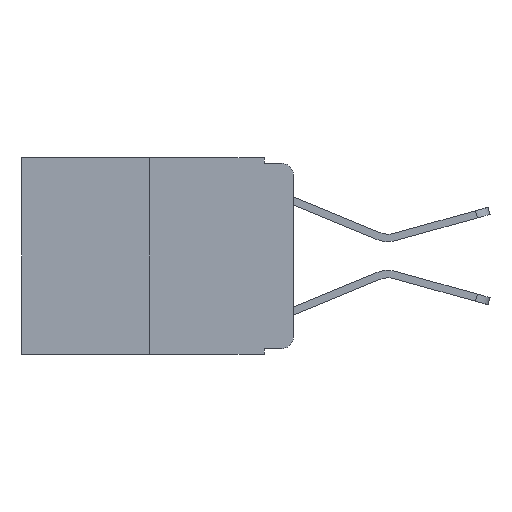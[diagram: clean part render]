
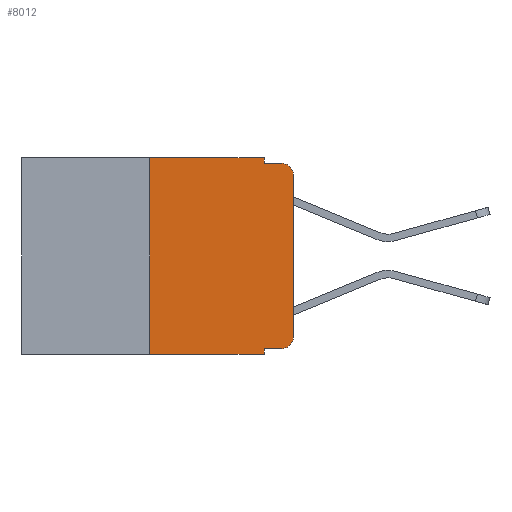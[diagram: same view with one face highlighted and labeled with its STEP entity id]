
A CAD part, left-side view. The second image highlights one B-rep face of the part: STEP entity #8012.
In plain terms, the highlighted planar face has unit normal (-1, 0, 0).
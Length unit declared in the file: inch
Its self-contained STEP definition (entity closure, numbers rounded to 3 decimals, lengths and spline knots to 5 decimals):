
#13 = DIRECTION ( 'NONE',  ( 0., 0., -1. ) ) ;
#74 = CARTESIAN_POINT ( 'NONE',  ( 0., 0.051, 0. ) ) ;
#623 = DIRECTION ( 'NONE',  ( -1., 0., 0. ) ) ;
#953 = DIRECTION ( 'NONE',  ( 0., 0., 1. ) ) ;
#997 = CARTESIAN_POINT ( 'NONE',  ( 0., 0.02, -0.03 ) ) ;
#1385 = VERTEX_POINT ( 'NONE', #3366 ) ;
#1507 = VERTEX_POINT ( 'NONE', #2903 ) ;
#1510 = LINE ( 'NONE', #4968, #3478 ) ;
#1536 = DIRECTION ( 'NONE',  ( 0., 0., -1. ) ) ;
#1562 = VERTEX_POINT ( 'NONE', #6374 ) ;
#1568 = VERTEX_POINT ( 'NONE', #8158 ) ;
#1617 = DIRECTION ( 'NONE',  ( 0., 0., -1. ) ) ;
#1858 = VECTOR ( 'NONE', #3412, 39.37008 ) ;
#1869 = LINE ( 'NONE', #5332, #6094 ) ;
#1912 = DIRECTION ( 'NONE',  ( 0., -1., 0. ) ) ;
#2049 = VERTEX_POINT ( 'NONE', #8429 ) ;
#2366 = VECTOR ( 'NONE', #10823, 39.37008 ) ;
#2513 = CARTESIAN_POINT ( 'NONE',  ( 0., 0.473, 0. ) ) ;
#2626 = FACE_OUTER_BOUND ( 'NONE', #5507, .T. ) ;
#2651 = CARTESIAN_POINT ( 'NONE',  ( 0., 0.051, 0. ) ) ;
#2723 = EDGE_CURVE ( 'NONE', #11345, #2917, #3784, .T. ) ;
#2903 = CARTESIAN_POINT ( 'NONE',  ( 0., 0.02, -0.333 ) ) ;
#2917 = VERTEX_POINT ( 'NONE', #74 ) ;
#3089 = CARTESIAN_POINT ( 'NONE',  ( 0., 0.051, -0.333 ) ) ;
#3213 = EDGE_CURVE ( 'NONE', #1562, #8948, #1510, .T. ) ;
#3279 = DIRECTION ( 'NONE',  ( 0., 0., 1. ) ) ;
#3366 = CARTESIAN_POINT ( 'NONE',  ( 0., 0.25, -0.343 ) ) ;
#3412 = DIRECTION ( 'NONE',  ( 0., -1., 0. ) ) ;
#3478 = VECTOR ( 'NONE', #7572, 39.37008 ) ;
#3509 = LINE ( 'NONE', #2651, #7591 ) ;
#3576 = ORIENTED_EDGE ( 'NONE', *, *, #4720, .T. ) ;
#3588 = EDGE_CURVE ( 'NONE', #1385, #1568, #9821, .T. ) ;
#3784 = LINE ( 'NONE', #7307, #2366 ) ;
#3802 = CARTESIAN_POINT ( 'NONE',  ( 0., 0.02, -0.01 ) ) ;
#4188 = EDGE_CURVE ( 'NONE', #5853, #1568, #1869, .T. ) ;
#4237 = EDGE_CURVE ( 'NONE', #1385, #11345, #5392, .T. ) ;
#4249 = VECTOR ( 'NONE', #953, 39.37008 ) ;
#4281 = VECTOR ( 'NONE', #3279, 39.37008 ) ;
#4339 = CARTESIAN_POINT ( 'NONE',  ( 0., 0.051, -0.333 ) ) ;
#4379 = CARTESIAN_POINT ( 'NONE',  ( 0., 0., 0. ) ) ;
#4517 = DIRECTION ( 'NONE',  ( -1., 0., 0. ) ) ;
#4541 = ORIENTED_EDGE ( 'NONE', *, *, #2723, .F. ) ;
#4559 = ORIENTED_EDGE ( 'NONE', *, *, #7444, .T. ) ;
#4720 = EDGE_CURVE ( 'NONE', #5853, #1507, #7162, .T. ) ;
#4810 = VERTEX_POINT ( 'NONE', #10902 ) ;
#4968 = CARTESIAN_POINT ( 'NONE',  ( 0., 0.051, -0.01 ) ) ;
#5332 = CARTESIAN_POINT ( 'NONE',  ( 0., 0.051, 0. ) ) ;
#5392 = LINE ( 'NONE', #8855, #4249 ) ;
#5507 = EDGE_LOOP ( 'NONE', ( #4559, #6522, #8161, #9836, #4541, #8523, #10065, #10102, #3576, #7300 ) ) ;
#5791 = AXIS2_PLACEMENT_3D ( 'NONE', #997, #4517, #1536 ) ;
#5853 = VERTEX_POINT ( 'NONE', #3089 ) ;
#6042 = DIRECTION ( 'NONE',  ( 1., 0., 0. ) ) ;
#6094 = VECTOR ( 'NONE', #13, 39.37008 ) ;
#6095 = DIRECTION ( 'NONE',  ( 0., 0., -1. ) ) ;
#6121 = LINE ( 'NONE', #4379, #4281 ) ;
#6124 = CIRCLE ( 'NONE', #7780, 0.02 ) ;
#6374 = CARTESIAN_POINT ( 'NONE',  ( 0., 0.051, -0.01 ) ) ;
#6522 = ORIENTED_EDGE ( 'NONE', *, *, #9761, .T. ) ;
#6718 = CIRCLE ( 'NONE', #5791, 0.02 ) ;
#6867 = DIRECTION ( 'NONE',  ( 0., 0., -1. ) ) ;
#7018 = PLANE ( 'NONE',  #7414 ) ;
#7162 = LINE ( 'NONE', #4339, #1858 ) ;
#7300 = ORIENTED_EDGE ( 'NONE', *, *, #7525, .T. ) ;
#7307 = CARTESIAN_POINT ( 'NONE',  ( 0., 0.473, 0. ) ) ;
#7414 = AXIS2_PLACEMENT_3D ( 'NONE', #2513, #6042, #6095 ) ;
#7444 = EDGE_CURVE ( 'NONE', #2049, #4810, #6121, .T. ) ;
#7525 = EDGE_CURVE ( 'NONE', #1507, #2049, #6124, .T. ) ;
#7565 = EDGE_CURVE ( 'NONE', #2917, #1562, #3509, .T. ) ;
#7572 = DIRECTION ( 'NONE',  ( 0., -1., 0. ) ) ;
#7591 = VECTOR ( 'NONE', #6867, 39.37008 ) ;
#7780 = AXIS2_PLACEMENT_3D ( 'NONE', #11423, #623, #1617 ) ;
#8012 = ADVANCED_FACE ( 'NONE', ( #2626 ), #7018, .F. ) ;
#8158 = CARTESIAN_POINT ( 'NONE',  ( 0., 0.051, -0.343 ) ) ;
#8161 = ORIENTED_EDGE ( 'NONE', *, *, #3213, .F. ) ;
#8429 = CARTESIAN_POINT ( 'NONE',  ( 0., 0., -0.313 ) ) ;
#8523 = ORIENTED_EDGE ( 'NONE', *, *, #4237, .F. ) ;
#8838 = VECTOR ( 'NONE', #1912, 39.37008 ) ;
#8855 = CARTESIAN_POINT ( 'NONE',  ( 0., 0.25, 0. ) ) ;
#8948 = VERTEX_POINT ( 'NONE', #3802 ) ;
#9009 = CARTESIAN_POINT ( 'NONE',  ( 0., 0.473, -0.343 ) ) ;
#9761 = EDGE_CURVE ( 'NONE', #4810, #8948, #6718, .T. ) ;
#9821 = LINE ( 'NONE', #9009, #8838 ) ;
#9836 = ORIENTED_EDGE ( 'NONE', *, *, #7565, .F. ) ;
#10065 = ORIENTED_EDGE ( 'NONE', *, *, #3588, .T. ) ;
#10102 = ORIENTED_EDGE ( 'NONE', *, *, #4188, .F. ) ;
#10823 = DIRECTION ( 'NONE',  ( 0., -1., 0. ) ) ;
#10902 = CARTESIAN_POINT ( 'NONE',  ( 0., 0., -0.03 ) ) ;
#10923 = CARTESIAN_POINT ( 'NONE',  ( 0., 0.25, 0. ) ) ;
#11345 = VERTEX_POINT ( 'NONE', #10923 ) ;
#11423 = CARTESIAN_POINT ( 'NONE',  ( 0., 0.02, -0.313 ) ) ;
